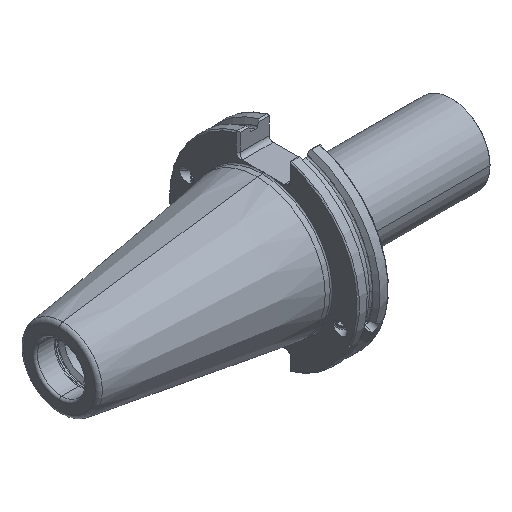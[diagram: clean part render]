
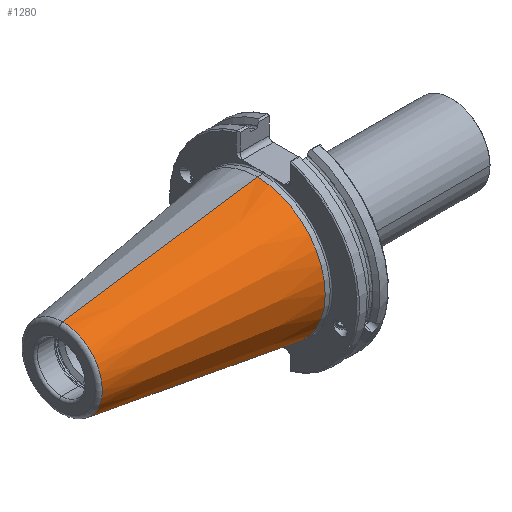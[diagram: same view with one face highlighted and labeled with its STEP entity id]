
A CAD part, isometric view. The second image highlights one B-rep face of the part: STEP entity #1280.
In plain terms, the highlighted conical face has half-angle 8.297 degrees and reference radius 34.925 mm.
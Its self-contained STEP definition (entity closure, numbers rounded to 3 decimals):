
#441 = CARTESIAN_POINT ( 'NONE',  ( -99.889, 0., 0. ) ) ;
#545 = CARTESIAN_POINT ( 'NONE',  ( 0., 0., 0. ) ) ;
#629 = EDGE_CURVE ( 'NONE', #5564, #3993, #2210, .T. ) ;
#695 = EDGE_CURVE ( 'NONE', #2723, #3993, #1822, .T. ) ;
#1092 = DIRECTION ( 'NONE',  ( 0., 0., 1. ) ) ;
#1280 = ADVANCED_FACE ( 'NONE', ( #7733 ), #5342, .T. ) ;
#1435 = CARTESIAN_POINT ( 'NONE',  ( 0., 0., 0. ) ) ;
#1510 = VERTEX_POINT ( 'NONE', #8058 ) ;
#1555 = ORIENTED_EDGE ( 'NONE', *, *, #695, .F. ) ;
#1693 = AXIS2_PLACEMENT_3D ( 'NONE', #545, #6095, #1092 ) ;
#1822 = LINE ( 'NONE', #4795, #7302 ) ;
#1835 = AXIS2_PLACEMENT_3D ( 'NONE', #1435, #5803, #4009 ) ;
#1914 = DIRECTION ( 'NONE',  ( 0., 0., 1. ) ) ;
#2210 = CIRCLE ( 'NONE', #1693, 34.925 ) ;
#2459 = ORIENTED_EDGE ( 'NONE', *, *, #5950, .F. ) ;
#2721 = LINE ( 'NONE', #4756, #4082 ) ;
#2723 = VERTEX_POINT ( 'NONE', #7001 ) ;
#2764 = DIRECTION ( 'NONE',  ( 0.99, 0., -0.144 ) ) ;
#2880 = EDGE_LOOP ( 'NONE', ( #1555, #2459, #5438, #3534 ) ) ;
#3360 = CARTESIAN_POINT ( 'NONE',  ( 0., 0., 34.925 ) ) ;
#3534 = ORIENTED_EDGE ( 'NONE', *, *, #629, .T. ) ;
#3993 = VERTEX_POINT ( 'NONE', #3360 ) ;
#4009 = DIRECTION ( 'NONE',  ( 0., 0., -1. ) ) ;
#4082 = VECTOR ( 'NONE', #2764, 1000. ) ;
#4756 = CARTESIAN_POINT ( 'NONE',  ( 0., 0., -34.925 ) ) ;
#4795 = CARTESIAN_POINT ( 'NONE',  ( 0., 0., 34.925 ) ) ;
#5342 = CONICAL_SURFACE ( 'NONE', #1835, 34.925, 0.145 ) ;
#5438 = ORIENTED_EDGE ( 'NONE', *, *, #7623, .T. ) ;
#5452 = DIRECTION ( 'NONE',  ( -1., 0., 0. ) ) ;
#5532 = DIRECTION ( 'NONE',  ( 0.99, 0., 0.144 ) ) ;
#5564 = VERTEX_POINT ( 'NONE', #7903 ) ;
#5803 = DIRECTION ( 'NONE',  ( 1., 0., 0. ) ) ;
#5950 = EDGE_CURVE ( 'NONE', #1510, #2723, #7356, .T. ) ;
#6095 = DIRECTION ( 'NONE',  ( -1., 0., 0. ) ) ;
#6560 = AXIS2_PLACEMENT_3D ( 'NONE', #441, #5452, #1914 ) ;
#7001 = CARTESIAN_POINT ( 'NONE',  ( -99.889, 0., 20.358 ) ) ;
#7302 = VECTOR ( 'NONE', #5532, 1000. ) ;
#7356 = CIRCLE ( 'NONE', #6560, 20.358 ) ;
#7623 = EDGE_CURVE ( 'NONE', #1510, #5564, #2721, .T. ) ;
#7733 = FACE_OUTER_BOUND ( 'NONE', #2880, .T. ) ;
#7903 = CARTESIAN_POINT ( 'NONE',  ( 0., 0., -34.925 ) ) ;
#8058 = CARTESIAN_POINT ( 'NONE',  ( -99.889, 0., -20.358 ) ) ;
